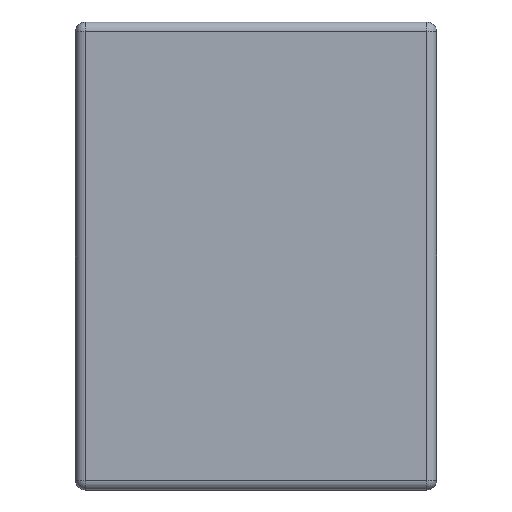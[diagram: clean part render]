
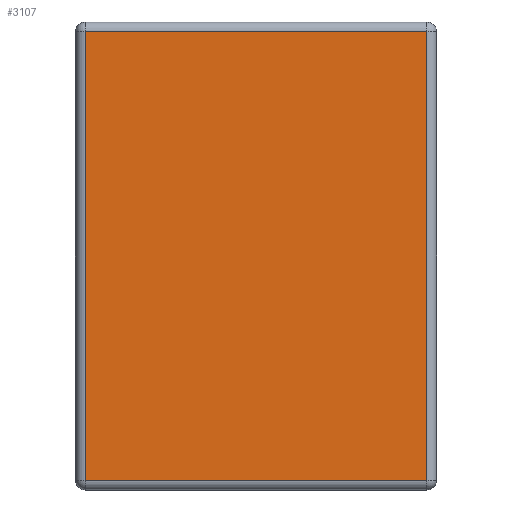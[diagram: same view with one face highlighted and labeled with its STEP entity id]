
A CAD part, left-side view. The second image highlights one B-rep face of the part: STEP entity #3107.
In plain terms, the highlighted planar face has unit normal (-1, 0, 0).
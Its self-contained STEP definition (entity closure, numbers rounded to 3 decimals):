
#76 = CARTESIAN_POINT ( 'NONE',  ( 0., 2.627, -3.427 ) ) ;
#326 = ORIENTED_EDGE ( 'NONE', *, *, #423, .T. ) ;
#423 = EDGE_CURVE ( 'NONE', #721, #1620, #2451, .T. ) ;
#638 = EDGE_CURVE ( 'NONE', #2142, #721, #823, .T. ) ;
#721 = VERTEX_POINT ( 'NONE', #2969 ) ;
#802 = DIRECTION ( 'NONE',  ( 0., 1., 0. ) ) ;
#823 = LINE ( 'NONE', #4347, #1160 ) ;
#895 = DIRECTION ( 'NONE',  ( 0., 0., 1. ) ) ;
#969 = DIRECTION ( 'NONE',  ( 0., 0., 1. ) ) ;
#1017 = EDGE_LOOP ( 'NONE', ( #1566, #4225, #2035, #326 ) ) ;
#1033 = VECTOR ( 'NONE', #1991, 1000. ) ;
#1160 = VECTOR ( 'NONE', #802, 1000. ) ;
#1179 = CARTESIAN_POINT ( 'NONE',  ( 0., 0.073, -3.427 ) ) ;
#1257 = LINE ( 'NONE', #2999, #1033 ) ;
#1377 = LINE ( 'NONE', #4194, #1601 ) ;
#1566 = ORIENTED_EDGE ( 'NONE', *, *, #3185, .T. ) ;
#1601 = VECTOR ( 'NONE', #969, 1000. ) ;
#1620 = VERTEX_POINT ( 'NONE', #76 ) ;
#1703 = DIRECTION ( 'NONE',  ( 0., 0., -1. ) ) ;
#1984 = VERTEX_POINT ( 'NONE', #1179 ) ;
#1991 = DIRECTION ( 'NONE',  ( 0., -1., 0. ) ) ;
#2035 = ORIENTED_EDGE ( 'NONE', *, *, #638, .T. ) ;
#2142 = VERTEX_POINT ( 'NONE', #2358 ) ;
#2266 = CARTESIAN_POINT ( 'NONE',  ( 0., 0., 0. ) ) ;
#2281 = EDGE_CURVE ( 'NONE', #1984, #2142, #1377, .T. ) ;
#2358 = CARTESIAN_POINT ( 'NONE',  ( 0., 0.073, -0.073 ) ) ;
#2451 = LINE ( 'NONE', #3495, #3968 ) ;
#2678 = PLANE ( 'NONE',  #4018 ) ;
#2969 = CARTESIAN_POINT ( 'NONE',  ( 0., 2.627, -0.073 ) ) ;
#2999 = CARTESIAN_POINT ( 'NONE',  ( 0., 0., -3.427 ) ) ;
#3107 = ADVANCED_FACE ( 'NONE', ( #4283 ), #2678, .T. ) ;
#3185 = EDGE_CURVE ( 'NONE', #1620, #1984, #1257, .T. ) ;
#3495 = CARTESIAN_POINT ( 'NONE',  ( 0., 2.627, -3.5 ) ) ;
#3840 = DIRECTION ( 'NONE',  ( -1., 0., 0. ) ) ;
#3968 = VECTOR ( 'NONE', #1703, 1000. ) ;
#4018 = AXIS2_PLACEMENT_3D ( 'NONE', #2266, #3840, #895 ) ;
#4194 = CARTESIAN_POINT ( 'NONE',  ( 0., 0.073, 0. ) ) ;
#4225 = ORIENTED_EDGE ( 'NONE', *, *, #2281, .T. ) ;
#4283 = FACE_OUTER_BOUND ( 'NONE', #1017, .T. ) ;
#4347 = CARTESIAN_POINT ( 'NONE',  ( 0., 2.7, -0.073 ) ) ;
